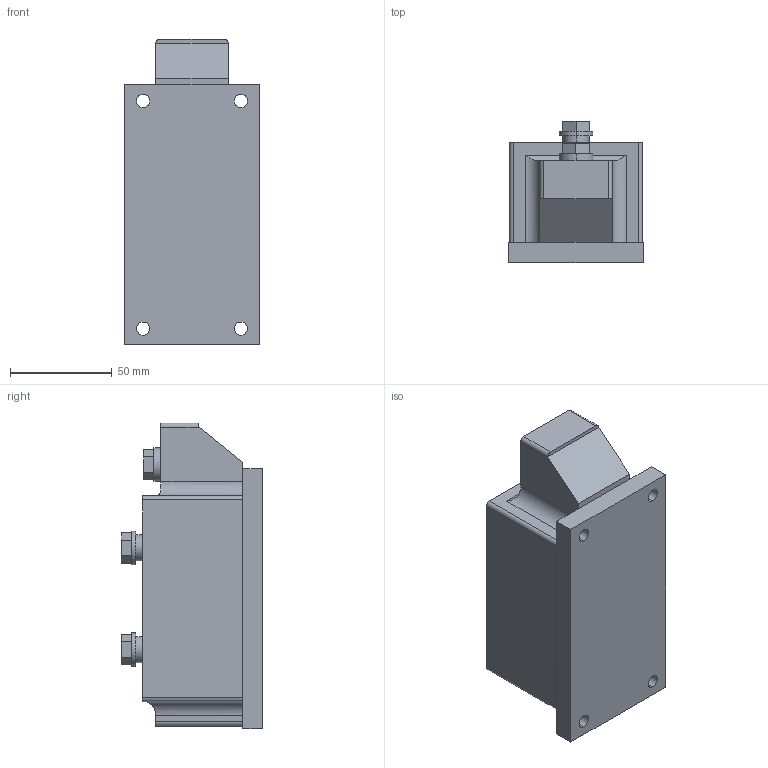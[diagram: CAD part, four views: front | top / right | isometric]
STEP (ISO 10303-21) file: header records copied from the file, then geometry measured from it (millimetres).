
FILE_DESCRIPTION (( 'STEP AP214' ), '1' );
FILE_NAME ('45MTC600瑞濮.STEP', '2025-04-15T01:24:56', ( '' ), ( 'Microsoft' ), 'SwSTEP 2.0', 'SolidWorks 2014', '' );
FILE_SCHEMA (( 'AUTOMOTIVE_DESIGN' ));
Length unit declared in the file: millimetre
Products named in the file (1): 45MTC600瑞濮
Bounding box: 66 x 69.4 x 150.4 mm (x, y, z)
Volume: 474599.7 mm3; surface area: 43976.4 mm2
Topology: 1 solids, 9 shells, 112 faces, 256 edges, 170 vertices
Faces by surface type: plane 64, cylinder 48
Entity records: 3268 total; most frequent: CARTESIAN_POINT 611, DIRECTION 568, ORIENTED_EDGE 512, EDGE_CURVE 256, AXIS2_PLACEMENT_3D 205, VERTEX_POINT 170, LINE 158, VECTOR 158
